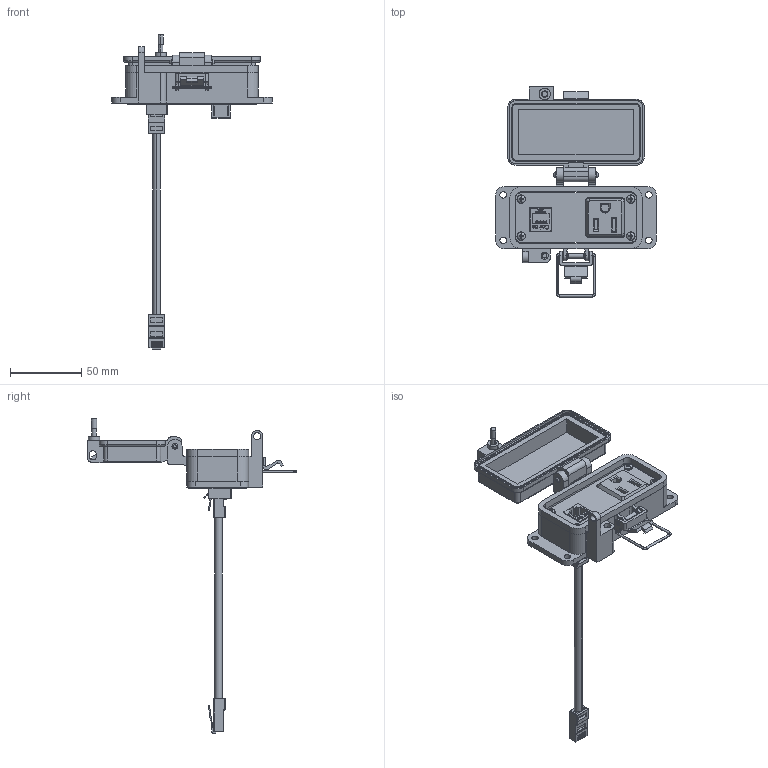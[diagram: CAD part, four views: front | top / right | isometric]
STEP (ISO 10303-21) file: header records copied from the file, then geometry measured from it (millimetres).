
FILE_DESCRIPTION (( 'STEP AP203' ), '1' );
FILE_NAME ('P-R13-F3R0-CXXX_3D.STEP', '2020-12-17T15:47:06', ( '' ), ( '' ), 'SwSTEP 2.0', 'SolidWorks 2019', '' );
FILE_SCHEMA (( 'CONFIG_CONTROL_DESIGN' ));
Length unit declared in the file: millimetre
Products named in the file (12): Z-300-RJ45CAT5; -F3; Z-020-3070; R13; P-R13-F3R0-CXXX_FP060_1; P-R13-F3R0-CXXX_TP060_1; Z-200-OTLT-R0SQ; 92005A124_METRIC PAN HEAD PHILLIPS MACHINE SCREW_92005A124; P-R13-F3R0-CXXX_BP240_1; P-R13-F3R0-CXXX_3D; R; Z-H-F3_B
Assembly tree (14 placements, depth 3):
  P-R13-F3R0-CXXX_3D
    P-R13-F3R0-CXXX_BP240_1
    P-R13-F3R0-CXXX_TP060_1
    P-R13-F3R0-CXXX_FP060_1
    R13
      Z-300-RJ45CAT5
      Z-020-3070
    R
      Z-200-OTLT-R0SQ
    -F3
      Z-H-F3_B
    92005A124_METRIC PAN HEAD PHILLIPS MACHINE SCREW_92005A124  x4
Bounding box: 113 x 147.61 x 220.94 mm (x, y, z)
Volume: 103812 mm3; surface area: 80752.7 mm2
Topology: 24 solids, 24 shells, 2202 faces, 6134 edges, 4026 vertices
Faces by surface type: cylinder 999, plane 920, bspline 214, cone 45, torus 16, sphere 8
Entity records: 65289 total; most frequent: CARTESIAN_POINT 23380, ORIENTED_EDGE 9072, DIRECTION 7548, EDGE_CURVE 4536, VERTEX_POINT 2979, VECTOR 2926, LINE 2926, AXIS2_PLACEMENT_3D 2311
